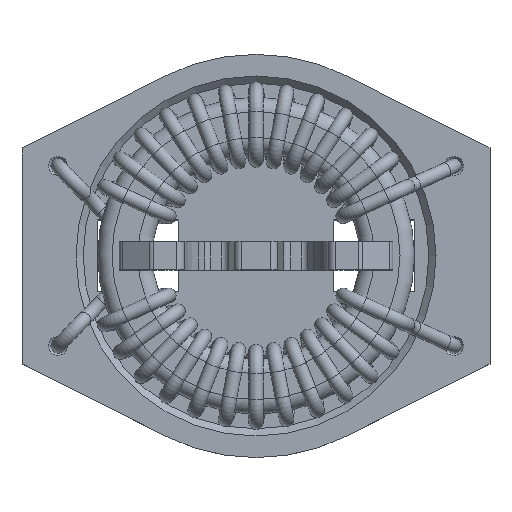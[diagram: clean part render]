
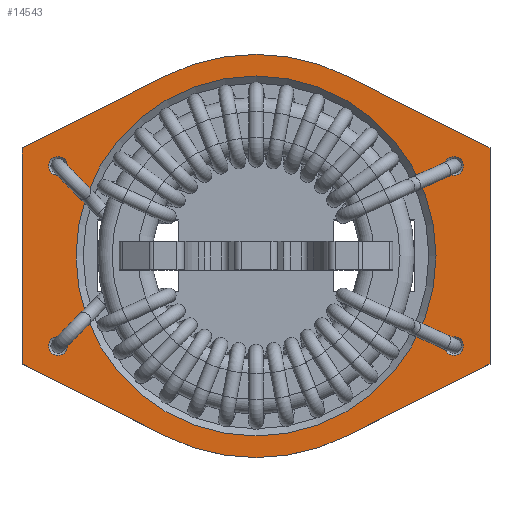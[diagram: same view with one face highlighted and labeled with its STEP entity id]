
A CAD part, top view. The second image highlights one B-rep face of the part: STEP entity #14543.
In plain terms, the highlighted planar face has unit normal (0, 0, 1).
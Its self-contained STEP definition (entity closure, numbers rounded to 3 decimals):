
#14543 = ADVANCED_FACE( '', ( #15973, #15974, #15975, #15976, #15977, #15978 ), #15979, .T. );
#15973 = FACE_BOUND( '', #16652, .T. );
#15974 = FACE_BOUND( '', #16653, .T. );
#15975 = FACE_BOUND( '', #16654, .T. );
#15976 = FACE_BOUND( '', #16655, .T. );
#15977 = FACE_BOUND( '', #16656, .T. );
#15978 = FACE_OUTER_BOUND( '', #16657, .T. );
#15979 = PLANE( '', #16658 );
#16652 = EDGE_LOOP( '', ( #17812 ) );
#16653 = EDGE_LOOP( '', ( #17813 ) );
#16654 = EDGE_LOOP( '', ( #17814 ) );
#16655 = EDGE_LOOP( '', ( #17815 ) );
#16656 = EDGE_LOOP( '', ( #17816 ) );
#16657 = EDGE_LOOP( '', ( #17817, #17818, #17819, #17820, #17821, #17822, #17823, #17824 ) );
#16658 = AXIS2_PLACEMENT_3D( '', #17825, #17826, #17827 );
#17812 = ORIENTED_EDGE( '', *, *, #19057, .T. );
#17813 = ORIENTED_EDGE( '', *, *, #19062, .T. );
#17814 = ORIENTED_EDGE( '', *, *, #19072, .T. );
#17815 = ORIENTED_EDGE( '', *, *, #19073, .T. );
#17816 = ORIENTED_EDGE( '', *, *, #19059, .T. );
#17817 = ORIENTED_EDGE( '', *, *, #19074, .T. );
#17818 = ORIENTED_EDGE( '', *, *, #19075, .T. );
#17819 = ORIENTED_EDGE( '', *, *, #19076, .T. );
#17820 = ORIENTED_EDGE( '', *, *, #19077, .T. );
#17821 = ORIENTED_EDGE( '', *, *, #19078, .T. );
#17822 = ORIENTED_EDGE( '', *, *, #19079, .T. );
#17823 = ORIENTED_EDGE( '', *, *, #19080, .T. );
#17824 = ORIENTED_EDGE( '', *, *, #19070, .T. );
#17825 = CARTESIAN_POINT( '', ( 0., 0., 2. ) );
#17826 = DIRECTION( '', ( 0., 0., 1. ) );
#17827 = DIRECTION( '', ( 1., 0., 0. ) );
#19057 = EDGE_CURVE( '', #20100, #20100, #20101, .T. );
#19059 = EDGE_CURVE( '', #20104, #20104, #20105, .F. );
#19062 = EDGE_CURVE( '', #20110, #20110, #20111, .F. );
#19070 = EDGE_CURVE( '', #20127, #20125, #20128, .T. );
#19072 = EDGE_CURVE( '', #20130, #20130, #20131, .F. );
#19073 = EDGE_CURVE( '', #20132, #20132, #20133, .F. );
#19074 = EDGE_CURVE( '', #20125, #20134, #20135, .T. );
#19075 = EDGE_CURVE( '', #20134, #20136, #20137, .T. );
#19076 = EDGE_CURVE( '', #20136, #20138, #20139, .T. );
#19077 = EDGE_CURVE( '', #20138, #20140, #20141, .T. );
#19078 = EDGE_CURVE( '', #20140, #20142, #20143, .T. );
#19079 = EDGE_CURVE( '', #20142, #20144, #20145, .T. );
#19080 = EDGE_CURVE( '', #20144, #20127, #20146, .T. );
#20100 = VERTEX_POINT( '', #20595 );
#20101 = CIRCLE( '', #20596, 12.5 );
#20104 = VERTEX_POINT( '', #20599 );
#20105 = CIRCLE( '', #20600, 0.65 );
#20110 = VERTEX_POINT( '', #20605 );
#20111 = CIRCLE( '', #20606, 0.65 );
#20125 = VERTEX_POINT( '', #20620 );
#20127 = VERTEX_POINT( '', #20623 );
#20128 = CIRCLE( '', #20624, 14. );
#20130 = VERTEX_POINT( '', #20627 );
#20131 = CIRCLE( '', #20628, 0.65 );
#20132 = VERTEX_POINT( '', #20629 );
#20133 = CIRCLE( '', #20630, 0.65 );
#20134 = VERTEX_POINT( '', #20631 );
#20135 = LINE( '', #20632, #20633 );
#20136 = VERTEX_POINT( '', #20634 );
#20137 = LINE( '', #20635, #20636 );
#20138 = VERTEX_POINT( '', #20637 );
#20139 = LINE( '', #20638, #20639 );
#20140 = VERTEX_POINT( '', #20640 );
#20141 = CIRCLE( '', #20641, 14. );
#20142 = VERTEX_POINT( '', #20642 );
#20143 = LINE( '', #20643, #20644 );
#20144 = VERTEX_POINT( '', #20645 );
#20145 = LINE( '', #20646, #20647 );
#20146 = LINE( '', #20648, #20649 );
#20595 = CARTESIAN_POINT( '', ( -12.5, 0., 2. ) );
#20596 = AXIS2_PLACEMENT_3D( '', #21009, #21010, #21011 );
#20599 = CARTESIAN_POINT( '', ( -13.1, -6.25, 2. ) );
#20600 = AXIS2_PLACEMENT_3D( '', #21015, #21016, #21017 );
#20605 = CARTESIAN_POINT( '', ( 14.4, -6.25, 2. ) );
#20606 = AXIS2_PLACEMENT_3D( '', #21024, #21025, #21026 );
#20620 = CARTESIAN_POINT( '', ( -6.289, 12.508, 2. ) );
#20623 = CARTESIAN_POINT( '', ( 6.289, 12.508, 2. ) );
#20624 = AXIS2_PLACEMENT_3D( '', #21046, #21047, #21048 );
#20627 = CARTESIAN_POINT( '', ( 14.4, 6.25, 2. ) );
#20628 = AXIS2_PLACEMENT_3D( '', #21050, #21051, #21052 );
#20629 = CARTESIAN_POINT( '', ( -13.1, 6.25, 2. ) );
#20630 = AXIS2_PLACEMENT_3D( '', #21053, #21054, #21055 );
#20631 = CARTESIAN_POINT( '', ( -16.25, 7.5, 2. ) );
#20632 = CARTESIAN_POINT( '', ( -16.25, 7.5, 2. ) );
#20633 = VECTOR( '', #21056, 1000. );
#20634 = CARTESIAN_POINT( '', ( -16.25, -7.5, 2. ) );
#20635 = CARTESIAN_POINT( '', ( -16.25, 7.5, 2. ) );
#20636 = VECTOR( '', #21057, 1000. );
#20637 = CARTESIAN_POINT( '', ( -6.289, -12.508, 2. ) );
#20638 = CARTESIAN_POINT( '', ( -16.25, -7.5, 2. ) );
#20639 = VECTOR( '', #21058, 1000. );
#20640 = CARTESIAN_POINT( '', ( 6.289, -12.508, 2. ) );
#20641 = AXIS2_PLACEMENT_3D( '', #21059, #21060, #21061 );
#20642 = CARTESIAN_POINT( '', ( 16.25, -7.5, 2. ) );
#20643 = CARTESIAN_POINT( '', ( 16.25, -7.5, 2. ) );
#20644 = VECTOR( '', #21062, 1000. );
#20645 = CARTESIAN_POINT( '', ( 16.25, 7.5, 2. ) );
#20646 = CARTESIAN_POINT( '', ( 16.25, 7.5, 2. ) );
#20647 = VECTOR( '', #21063, 1000. );
#20648 = CARTESIAN_POINT( '', ( 16.25, 7.5, 2. ) );
#20649 = VECTOR( '', #21064, 1000. );
#21009 = CARTESIAN_POINT( '', ( 0., 0., 2. ) );
#21010 = DIRECTION( '', ( 0., 0., -1. ) );
#21011 = DIRECTION( '', ( -1., 0., 0. ) );
#21015 = CARTESIAN_POINT( '', ( -13.75, -6.25, 2. ) );
#21016 = DIRECTION( '', ( 0., 0., 1. ) );
#21017 = DIRECTION( '', ( 1., 0., 0. ) );
#21024 = CARTESIAN_POINT( '', ( 13.75, -6.25, 2. ) );
#21025 = DIRECTION( '', ( 0., 0., 1. ) );
#21026 = DIRECTION( '', ( 1., 0., 0. ) );
#21046 = CARTESIAN_POINT( '', ( 0., 0., 2. ) );
#21047 = DIRECTION( '', ( 0., 0., 1. ) );
#21048 = DIRECTION( '', ( 1., 0., 0. ) );
#21050 = CARTESIAN_POINT( '', ( 13.75, 6.25, 2. ) );
#21051 = DIRECTION( '', ( 0., 0., 1. ) );
#21052 = DIRECTION( '', ( 1., 0., 0. ) );
#21053 = CARTESIAN_POINT( '', ( -13.75, 6.25, 2. ) );
#21054 = DIRECTION( '', ( 0., 0., 1. ) );
#21055 = DIRECTION( '', ( 1., 0., 0. ) );
#21056 = DIRECTION( '', ( -0.893, -0.449, 0. ) );
#21057 = DIRECTION( '', ( 0., -1., 0. ) );
#21058 = DIRECTION( '', ( 0.893, -0.449, 0. ) );
#21059 = CARTESIAN_POINT( '', ( 0., 0., 2. ) );
#21060 = DIRECTION( '', ( 0., 0., 1. ) );
#21061 = DIRECTION( '', ( 1., 0., 0. ) );
#21062 = DIRECTION( '', ( 0.893, 0.449, 0. ) );
#21063 = DIRECTION( '', ( 0., 1., 0. ) );
#21064 = DIRECTION( '', ( -0.893, 0.449, 0. ) );
